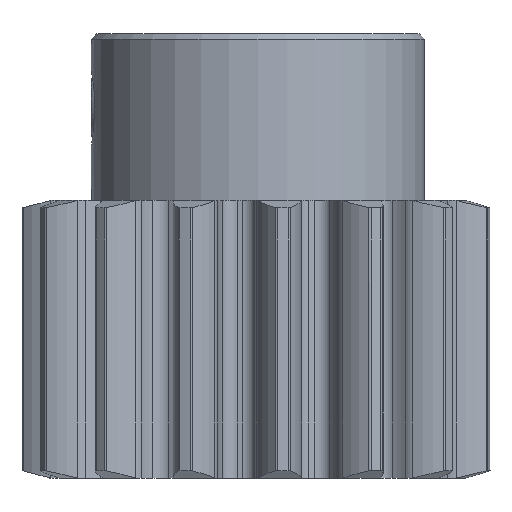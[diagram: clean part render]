
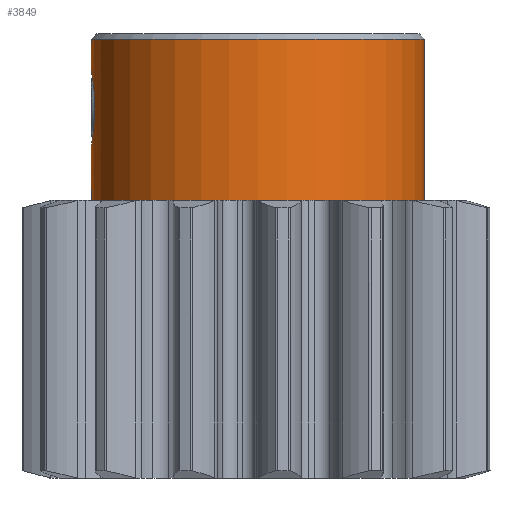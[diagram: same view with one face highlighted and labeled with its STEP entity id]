
A CAD part, left-side view. The second image highlights one B-rep face of the part: STEP entity #3849.
In plain terms, the highlighted cylindrical face has radius 9 mm (diameter 18 mm), a full revolution.
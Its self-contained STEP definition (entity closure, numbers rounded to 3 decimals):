
#18=B_SPLINE_CURVE_WITH_KNOTS('',3,(#5965,#5966,#5967,#5968,#5969,#5970,
#5971,#5972,#5973,#5974,#5975),.UNSPECIFIED.,.T.,.F.,(1,1,1,1,1,1,1,1,1,
1,1,1,1,1,1),(-0.004,-0.003,-0.001,
0.,0.001,0.003,0.004,0.006,
0.007,0.009,0.01,0.012,
0.013,0.015,0.016),.UNSPECIFIED.);
#154=CYLINDRICAL_SURFACE('',#4124,9.);
#384=CIRCLE('',#4125,9.);
#385=CIRCLE('',#4126,9.);
#730=ORIENTED_EDGE('',*,*,#1924,.F.);
#731=ORIENTED_EDGE('',*,*,#1925,.F.);
#732=ORIENTED_EDGE('',*,*,#1926,.T.);
#1924=EDGE_CURVE('',#2527,#2527,#384,.T.);
#1925=EDGE_CURVE('',#2528,#2528,#18,.T.);
#1926=EDGE_CURVE('',#2529,#2529,#385,.T.);
#2527=VERTEX_POINT('',#5964);
#2528=VERTEX_POINT('',#5976);
#2529=VERTEX_POINT('',#5978);
#3327=EDGE_LOOP('',(#730));
#3328=EDGE_LOOP('',(#731));
#3329=EDGE_LOOP('',(#732));
#3582=FACE_BOUND('',#3327,.T.);
#3583=FACE_BOUND('',#3328,.T.);
#3584=FACE_BOUND('',#3329,.T.);
#3849=ADVANCED_FACE('',(#3582,#3583,#3584),#154,.T.);
#4124=AXIS2_PLACEMENT_3D('',#5962,#4707,#4708);
#4125=AXIS2_PLACEMENT_3D('',#5963,#4709,#4710);
#4126=AXIS2_PLACEMENT_3D('',#5977,#4711,#4712);
#4707=DIRECTION('',(0.,0.,-1.));
#4708=DIRECTION('',(-1.,0.,0.));
#4709=DIRECTION('',(0.,0.,-1.));
#4710=DIRECTION('',(-1.,0.,0.));
#4711=DIRECTION('',(0.,0.,-1.));
#4712=DIRECTION('',(-1.,0.,0.));
#5962=CARTESIAN_POINT('',(0.,0.,-500.));
#5963=CARTESIAN_POINT('',(0.,0.,15.));
#5964=CARTESIAN_POINT('',(-9.,0.,15.));
#5965=CARTESIAN_POINT('',(-0.031,9.05,17.752));
#5966=CARTESIAN_POINT('',(-1.497,8.895,18.522));
#5967=CARTESIAN_POINT('',(-1.985,8.773,20.037));
#5968=CARTESIAN_POINT('',(-1.451,8.904,21.531));
#5969=CARTESIAN_POINT('',(0.029,9.05,22.247));
#5970=CARTESIAN_POINT('',(1.495,8.896,21.48));
#5971=CARTESIAN_POINT('',(1.985,8.773,19.967));
#5972=CARTESIAN_POINT('',(1.453,8.904,18.471));
#5973=CARTESIAN_POINT('',(-0.031,9.05,17.752));
#5974=CARTESIAN_POINT('',(-1.497,8.895,18.522));
#5975=CARTESIAN_POINT('',(-1.985,8.773,20.037));
#5976=CARTESIAN_POINT('',(-1.334,8.901,18.646));
#5977=CARTESIAN_POINT('',(0.,0.,23.7));
#5978=CARTESIAN_POINT('',(-9.,0.,23.7));
